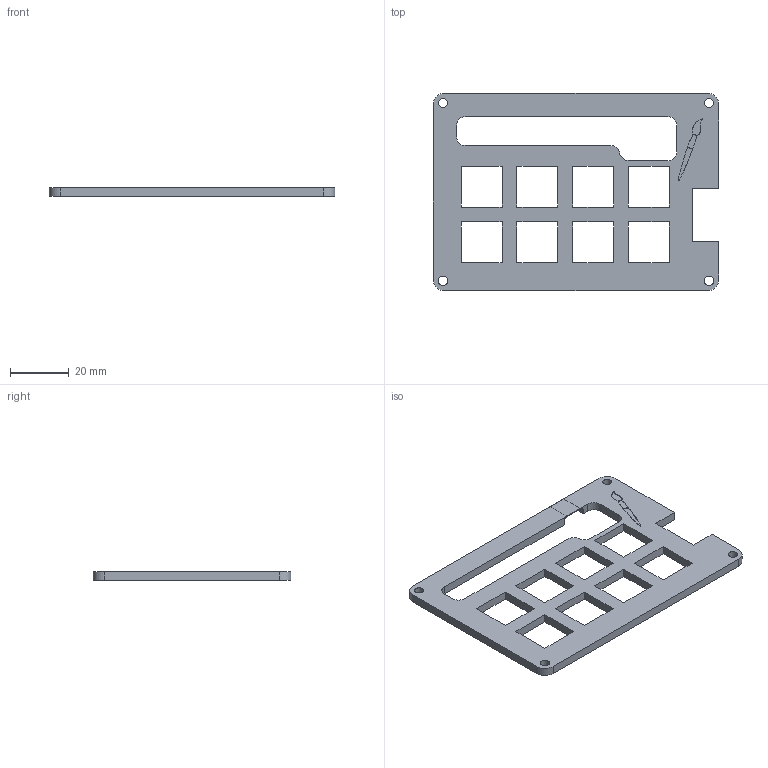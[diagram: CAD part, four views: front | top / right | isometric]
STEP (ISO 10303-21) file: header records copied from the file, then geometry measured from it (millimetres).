
FILE_DESCRIPTION(/* description */ (''),/* implementation_level */ '2;1');
FILE_NAME(/* name */ 'Artpad plate.step',/* time_stamp */ '2024-10-24T12:44:25+09:00',/* author */ (''),/* organization */ (''),/* preprocessor_version */ 'ST-DEVELOPER v20',/* originating_system */ 'Autodesk Translation Framework v13.20.0.188',/* authorisation */ '');
FILE_SCHEMA (('AUTOMOTIVE_DESIGN { 1 0 10303 214 3 1 1 }'));
Length unit declared in the file: millimetre
Products named in the file (2): Artpad; Component1
Assembly tree (1 placements, depth 2):
  Artpad
    Component1
Bounding box: 97.59 x 67.47 x 3 mm (x, y, z)
Volume: 11709.9 mm3; surface area: 10947.7 mm2
Topology: 1 solids, 1 shells, 175 faces, 510 edges, 340 vertices
Faces by surface type: plane 81, bspline 60, cylinder 34
Full cylindrical faces by diameter (mm): 3 x2, 3.2 x2
Entity records: 6108 total; most frequent: CARTESIAN_POINT 1889, ORIENTED_EDGE 1020, DIRECTION 667, EDGE_CURVE 510, VERTEX_POINT 340, LINE 295, VECTOR 295, EDGE_LOOP 204
